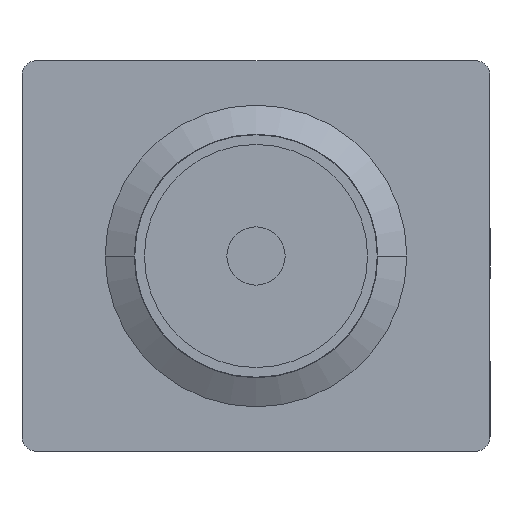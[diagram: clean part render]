
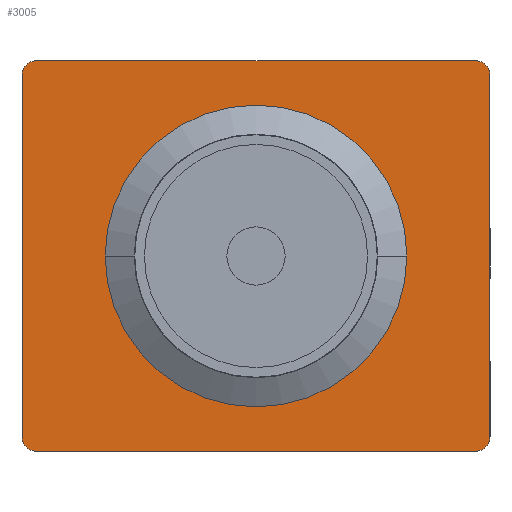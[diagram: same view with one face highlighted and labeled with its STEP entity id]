
A CAD part, left-side view. The second image highlights one B-rep face of the part: STEP entity #3005.
In plain terms, the highlighted planar face has unit normal (-1, 0, 0).
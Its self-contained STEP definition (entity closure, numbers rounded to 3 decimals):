
#2511=CARTESIAN_POINT('',(-4.35,2.3,0.455));
#2512=VERTEX_POINT('',#2511);
#2528=CARTESIAN_POINT('',(-4.35,-2.3,0.455));
#2529=VERTEX_POINT('',#2528);
#2536=CARTESIAN_POINT('',(-4.35,0.,0.455));
#2537=DIRECTION('',(1.0,0.0,0.0));
#2538=DIRECTION('',(0.0,1.0,0.0));
#2539=AXIS2_PLACEMENT_3D('',#2536,#2537,#2538);
#2540=CIRCLE('',#2539,2.3);
#2541=EDGE_CURVE('',#2512,#2529,#2540,.T.);
#2553=CARTESIAN_POINT('',(-4.35,4.737,4.392));
#2554=VERTEX_POINT('',#2553);
#2570=CARTESIAN_POINT('',(-4.35,4.825,4.18));
#2571=VERTEX_POINT('',#2570);
#2578=CARTESIAN_POINT('',(-4.35,4.525,4.18));
#2579=DIRECTION('',(1.0,0.,0.));
#2580=DIRECTION('',(0.,0.707,0.707));
#2581=AXIS2_PLACEMENT_3D('',#2578,#2579,#2580);
#2582=CIRCLE('',#2581,0.3);
#2583=EDGE_CURVE('',#2571,#2554,#2582,.T.);
#2595=CARTESIAN_POINT('',(-4.35,-4.737,4.392));
#2596=VERTEX_POINT('',#2595);
#2612=CARTESIAN_POINT('',(-4.35,-4.525,4.48));
#2613=VERTEX_POINT('',#2612);
#2620=CARTESIAN_POINT('',(-4.35,-4.525,4.18));
#2621=DIRECTION('',(1.0,0.,0.));
#2622=DIRECTION('',(0.,-0.707,0.707));
#2623=AXIS2_PLACEMENT_3D('',#2620,#2621,#2622);
#2624=CIRCLE('',#2623,0.3);
#2625=EDGE_CURVE('',#2613,#2596,#2624,.T.);
#2637=CARTESIAN_POINT('',(-4.35,-4.737,-3.482));
#2638=VERTEX_POINT('',#2637);
#2654=CARTESIAN_POINT('',(-4.35,-4.825,-3.27));
#2655=VERTEX_POINT('',#2654);
#2662=CARTESIAN_POINT('',(-4.35,-4.525,-3.27));
#2663=DIRECTION('',(1.0,0.,0.));
#2664=DIRECTION('',(0.,-0.707,-0.707));
#2665=AXIS2_PLACEMENT_3D('',#2662,#2663,#2664);
#2666=CIRCLE('',#2665,0.3);
#2667=EDGE_CURVE('',#2655,#2638,#2666,.T.);
#2679=CARTESIAN_POINT('',(-4.35,4.737,-3.482));
#2680=VERTEX_POINT('',#2679);
#2696=CARTESIAN_POINT('',(-4.35,4.525,-3.57));
#2697=VERTEX_POINT('',#2696);
#2704=CARTESIAN_POINT('',(-4.35,4.525,-3.27));
#2705=DIRECTION('',(1.0,0.,0.));
#2706=DIRECTION('',(0.,0.707,-0.707));
#2707=AXIS2_PLACEMENT_3D('',#2704,#2705,#2706);
#2708=CIRCLE('',#2707,0.3);
#2709=EDGE_CURVE('',#2697,#2680,#2708,.T.);
#2720=CARTESIAN_POINT('',(-4.35,4.825,-3.27));
#2721=VERTEX_POINT('',#2720);
#2722=CARTESIAN_POINT('',(-4.35,4.525,-3.27));
#2723=DIRECTION('',(1.0,0.,0.));
#2724=DIRECTION('',(0.,0.707,-0.707));
#2725=AXIS2_PLACEMENT_3D('',#2722,#2723,#2724);
#2726=CIRCLE('',#2725,0.3);
#2727=EDGE_CURVE('',#2680,#2721,#2726,.T.);
#2761=CARTESIAN_POINT('',(-4.35,-4.525,-3.57));
#2762=VERTEX_POINT('',#2761);
#2769=CARTESIAN_POINT('',(-4.35,-4.525,-3.57));
#2770=DIRECTION('',(0.0,1.0,0.0));
#2771=VECTOR('',#2770,9.05);
#2772=LINE('',#2769,#2771);
#2773=EDGE_CURVE('',#2762,#2697,#2772,.T.);
#2851=CARTESIAN_POINT('',(-4.35,-4.525,-3.27));
#2852=DIRECTION('',(1.0,0.,0.));
#2853=DIRECTION('',(0.,-0.707,-0.707));
#2854=AXIS2_PLACEMENT_3D('',#2851,#2852,#2853);
#2855=CIRCLE('',#2854,0.3);
#2856=EDGE_CURVE('',#2638,#2762,#2855,.T.);
#2870=CARTESIAN_POINT('',(-4.35,-4.825,4.18));
#2871=VERTEX_POINT('',#2870);
#2878=CARTESIAN_POINT('',(-4.35,-4.825,4.18));
#2879=DIRECTION('',(0.0,0.0,-1.0));
#2880=VECTOR('',#2879,7.45);
#2881=LINE('',#2878,#2880);
#2882=EDGE_CURVE('',#2871,#2655,#2881,.T.);
#2893=CARTESIAN_POINT('',(-4.35,-4.525,4.18));
#2894=DIRECTION('',(1.0,0.,0.));
#2895=DIRECTION('',(0.,-0.707,0.707));
#2896=AXIS2_PLACEMENT_3D('',#2893,#2894,#2895);
#2897=CIRCLE('',#2896,0.3);
#2898=EDGE_CURVE('',#2596,#2871,#2897,.T.);
#2912=CARTESIAN_POINT('',(-4.35,4.525,4.48));
#2913=VERTEX_POINT('',#2912);
#2920=CARTESIAN_POINT('',(-4.35,4.525,4.48));
#2921=DIRECTION('',(0.0,-1.0,0.0));
#2922=VECTOR('',#2921,9.05);
#2923=LINE('',#2920,#2922);
#2924=EDGE_CURVE('',#2913,#2613,#2923,.T.);
#2935=CARTESIAN_POINT('',(-4.35,4.525,4.18));
#2936=DIRECTION('',(1.0,0.,0.));
#2937=DIRECTION('',(0.,0.707,0.707));
#2938=AXIS2_PLACEMENT_3D('',#2935,#2936,#2937);
#2939=CIRCLE('',#2938,0.3);
#2940=EDGE_CURVE('',#2554,#2913,#2939,.T.);
#2953=CARTESIAN_POINT('',(-4.35,0.,0.455));
#2954=DIRECTION('',(1.0,0.0,0.0));
#2955=DIRECTION('',(0.0,1.0,0.0));
#2956=AXIS2_PLACEMENT_3D('',#2953,#2954,#2955);
#2957=CIRCLE('',#2956,2.3);
#2958=EDGE_CURVE('',#2529,#2512,#2957,.T.);
#2971=CARTESIAN_POINT('',(-4.35,4.825,-3.27));
#2972=DIRECTION('',(0.0,0.0,1.0));
#2973=VECTOR('',#2972,7.45);
#2974=LINE('',#2971,#2973);
#2975=EDGE_CURVE('',#2721,#2571,#2974,.T.);
#2982=CARTESIAN_POINT('',(-4.35,0.,0.455));
#2983=DIRECTION('',(-1.0,0.0,0.0));
#2984=DIRECTION('',(0.0,0.0,-1.0));
#2985=AXIS2_PLACEMENT_3D('',#2982,#2983,#2984);
#2986=PLANE('',#2985);
#2987=ORIENTED_EDGE('',*,*,#2709,.F.);
#2988=ORIENTED_EDGE('',*,*,#2773,.F.);
#2989=ORIENTED_EDGE('',*,*,#2856,.F.);
#2990=ORIENTED_EDGE('',*,*,#2667,.F.);
#2991=ORIENTED_EDGE('',*,*,#2882,.F.);
#2992=ORIENTED_EDGE('',*,*,#2898,.F.);
#2993=ORIENTED_EDGE('',*,*,#2625,.F.);
#2994=ORIENTED_EDGE('',*,*,#2924,.F.);
#2995=ORIENTED_EDGE('',*,*,#2940,.F.);
#2996=ORIENTED_EDGE('',*,*,#2583,.F.);
#2997=ORIENTED_EDGE('',*,*,#2975,.F.);
#2998=ORIENTED_EDGE('',*,*,#2727,.F.);
#2999=EDGE_LOOP('',(#2987,#2988,#2989,#2990,#2991,#2992,#2993,#2994,#2995,#2996,#2997,#2998));
#3000=FACE_OUTER_BOUND('',#2999,.T.);
#3001=ORIENTED_EDGE('',*,*,#2958,.T.);
#3002=ORIENTED_EDGE('',*,*,#2541,.T.);
#3003=EDGE_LOOP('',(#3001,#3002));
#3004=FACE_BOUND('',#3003,.T.);
#3005=ADVANCED_FACE('',(#3000,#3004),#2986,.T.);
